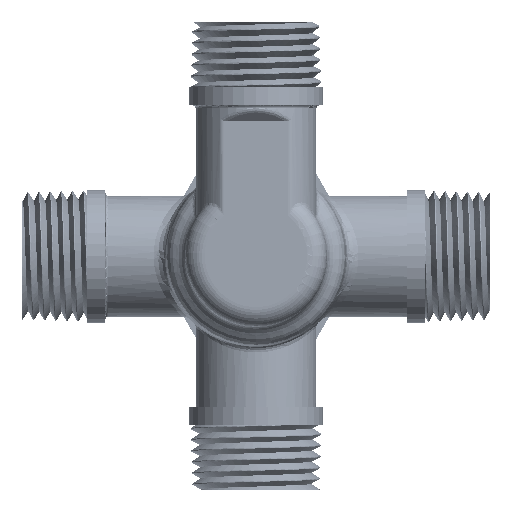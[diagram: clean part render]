
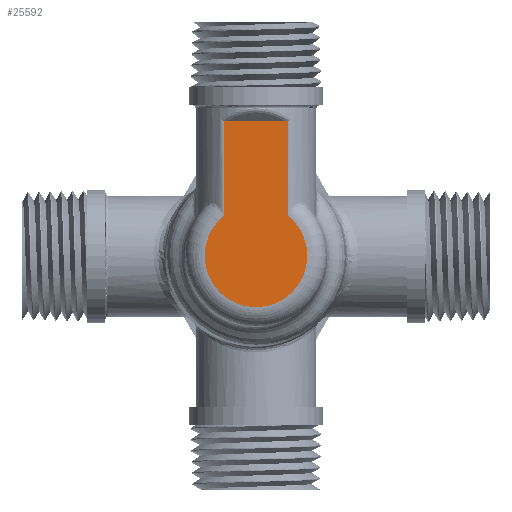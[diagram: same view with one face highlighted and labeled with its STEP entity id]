
A CAD part, top view. The second image highlights one B-rep face of the part: STEP entity #25592.
In plain terms, the highlighted face is planar.
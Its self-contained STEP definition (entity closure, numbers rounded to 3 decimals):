
#6539=CARTESIAN_POINT('',(288.219,177.702,21.973));
#6540=CARTESIAN_POINT('',(288.259,177.702,21.954));
#6541=CARTESIAN_POINT('',(288.344,177.702,21.924));
#6542=CARTESIAN_POINT('',(288.487,177.702,21.898));
#6543=CARTESIAN_POINT('',(288.59,177.702,21.892));
#6544=CARTESIAN_POINT('',(288.644,177.702,21.892));
#6553=CARTESIAN_POINT('',(288.644,177.702,21.892));
#6569=DIRECTION('',(-1.,0.,0.));
#6570=VECTOR('',#6569,9.61);
#6571=CARTESIAN_POINT('',(298.254,177.702,21.892));
#6572=LINE('',#6571,#6570);
#6581=DIRECTION('',(0.,0.,-1.));
#6582=VECTOR('',#6581,15.443);
#6583=CARTESIAN_POINT('',(298.679,177.702,21.973));
#6584=LINE('',#6583,#6582);
#6607=CARTESIAN_POINT('',(298.254,177.702,21.892));
#6608=CARTESIAN_POINT('',(298.308,177.702,21.892));
#6609=CARTESIAN_POINT('',(298.41,177.702,21.898));
#6610=CARTESIAN_POINT('',(298.554,177.702,21.924));
#6611=CARTESIAN_POINT('',(298.639,177.702,21.954));
#6612=CARTESIAN_POINT('',(298.679,177.702,21.973));
#6614=CARTESIAN_POINT('',(293.449,177.702,
0.));
#6615=DIRECTION('',(0.,1.,0.));
#6616=DIRECTION('',(0.625,0.,0.781));
#6617=AXIS2_PLACEMENT_3D('',#6614,#6615,#6616);
#6876=DIRECTION('',(0.,0.,1.));
#6877=VECTOR('',#6876,15.443);
#6878=CARTESIAN_POINT('',(288.219,177.702,6.53));
#6879=LINE('',#6878,#6877);
#9924=VERTEX_POINT('',#6553);
#9926=VERTEX_POINT('',#6539);
#10564=VERTEX_POINT('',#6607);
#10565=VERTEX_POINT('',#6612);
#10566=CARTESIAN_POINT('',(288.219,177.702,6.53));
#10567=VERTEX_POINT('',#10566);
#10568=CARTESIAN_POINT('',(298.679,177.702,6.53));
#10569=VERTEX_POINT('',#10568);
#25577=CARTESIAN_POINT('',(293.449,177.702,6.803));
#25578=DIRECTION('',(0.,1.,0.));
#25579=DIRECTION('',(0.,0.,1.));
#25580=AXIS2_PLACEMENT_3D('',#25577,#25578,#25579);
#25581=PLANE('',#25580);
#25582=ORIENTED_EDGE('',*,*,#25557,.T.);
#25583=ORIENTED_EDGE('',*,*,#25568,.T.);
#25585=ORIENTED_EDGE('',*,*,#25584,.T.);
#25587=ORIENTED_EDGE('',*,*,#25586,.T.);
#25588=ORIENTED_EDGE('',*,*,#25479,.T.);
#25589=ORIENTED_EDGE('',*,*,#25498,.F.);
#25590=EDGE_LOOP('',(#25582,#25583,#25585,#25587,#25588,#25589));
#25591=FACE_OUTER_BOUND('',#25590,.F.);
#25592=ADVANCED_FACE('',(#25591),#25581,.F.);
#6545=B_SPLINE_CURVE_WITH_KNOTS('',3,(#6539,#6540,#6541,#6542,#6543,#6544),
.UNSPECIFIED.,.F.,.F.,(4,1,1,4),(0.,0.333,0.667,1.),
.UNSPECIFIED.);
#6613=B_SPLINE_CURVE_WITH_KNOTS('',3,(#6607,#6608,#6609,#6610,#6611,#6612),
.UNSPECIFIED.,.F.,.F.,(4,1,1,4),(0.,0.333,0.667,1.),
.UNSPECIFIED.);
#6618=CIRCLE('',#6617,8.366);
#25479=EDGE_CURVE('',#9926,#9924,#6545,.T.);
#25498=EDGE_CURVE('',#10564,#9924,#6572,.T.);
#25557=EDGE_CURVE('',#10564,#10565,#6613,.T.);
#25568=EDGE_CURVE('',#10565,#10569,#6584,.T.);
#25584=EDGE_CURVE('',#10569,#10567,#6618,.T.);
#25586=EDGE_CURVE('',#10567,#9926,#6879,.T.);
